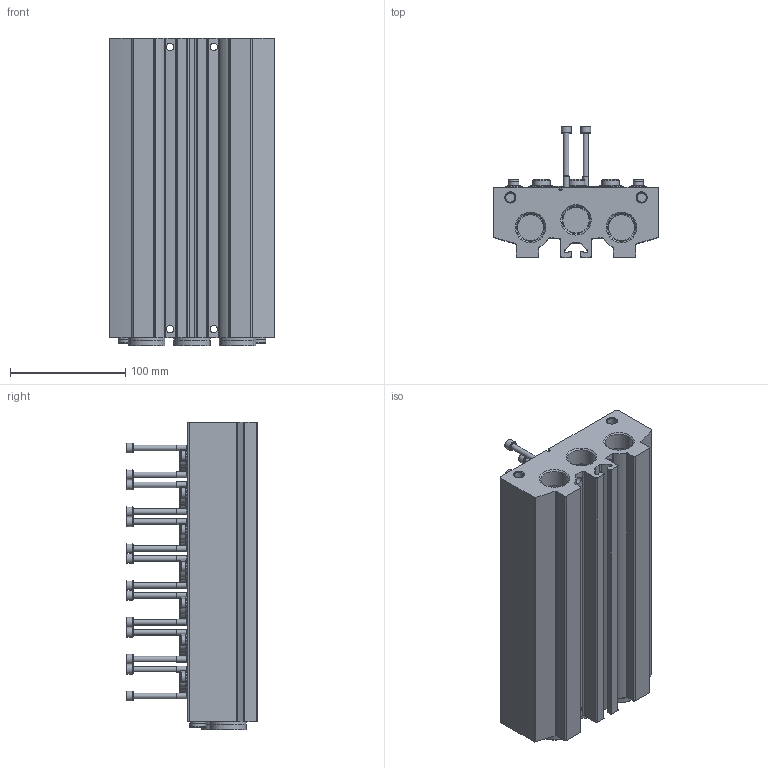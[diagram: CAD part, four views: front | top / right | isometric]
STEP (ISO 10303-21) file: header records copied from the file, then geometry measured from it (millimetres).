
FILE_DESCRIPTION(/* description */ ('STEP AP214'),/* implementation_level */ '2;1');
FILE_NAME(/* name */ '8026364_VABM-B10-30E-G34-7',/* time_stamp */ '2024-09-15T22:43:39+02:00',/* author */ ('License CC BY-ND 4.0'),/* organization */ ('CADENAS'),/* preprocessor_version */ 'ST-DEVELOPER v19.3',/* originating_system */ 'PARTsolutions',/* authorisation */ ' ');
FILE_SCHEMA (('AUTOMOTIVE_DESIGN {1 0 10303 214 3 1 1}'));
Length unit declared in the file: millimetre
Products named in the file (7): 8026364 VABM-B10-30E-G34-7; 8026364 VABM-B10-30E-G34-7---(M); 1658619 VUVS-G3-3---(S); 2191444 F-M5x60-10.9; 1354302 VUVS-G18---(S); 3572 B-3/4---(Plug); 3568 B-1/8---(Plug)
Assembly tree (41 placements, depth 2):
  8026364 VABM-B10-30E-G34-7
    8026364 VABM-B10-30E-G34-7---(M)
    1658619 VUVS-G3-3---(S)  x7
    2191444 F-M5x60-10.9  x14
    1354302 VUVS-G18---(S)  x14
    3572 B-3/4---(Plug)  x3
    3568 B-1/8---(Plug)  x2
Bounding box: 144 x 113.9 x 266.95 mm (x, y, z)
Volume: 1625075.4 mm3; surface area: 304014.6 mm2
Topology: 41 solids, 41 shells, 1595 faces, 3687 edges, 2334 vertices
Faces by surface type: plane 722, cylinder 480, cone 304, torus 89
Full cylindrical faces by diameter (mm): 3.5 x1, 4.134 x17, 4.75 x14, 5 x14, 5.5 x14, 6 x14, 6.3 x4, 8.2 x2, 8.5 x14, 8.566 x4, 8.9 x14, 9 x21, 9.728 x2, 10.8 x14, 12 x21, 12.6 x2, 14 x4, 15 x14, 15.1 x21, 18.1 x21, 22.8 x3, 24.117 x6, 26.441 x3, 28.8 x3, 32 x6
Entity records: 13931 total; most frequent: CARTESIAN_POINT 2780, DIRECTION 2328, ORIENTED_EDGE 1894, EDGE_CURVE 947, AXIS2_PLACEMENT_3D 920, FACE_BOUND 814, EDGE_LOOP 796, VERTEX_POINT 725
